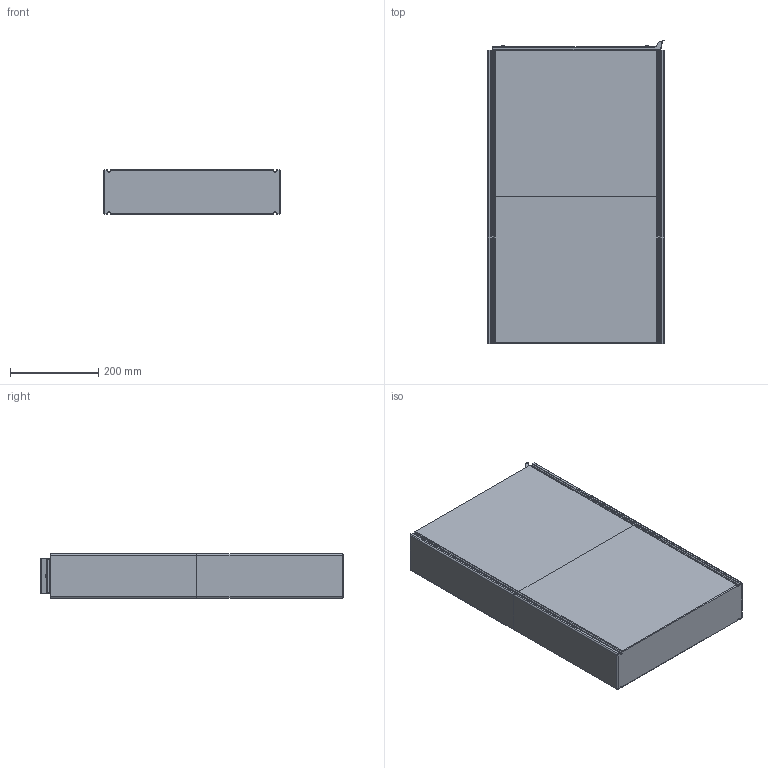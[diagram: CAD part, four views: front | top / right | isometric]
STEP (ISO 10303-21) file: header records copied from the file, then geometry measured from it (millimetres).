
FILE_DESCRIPTION(('Creo Elements/Direct Modeling STEP Export'),'2;1');
FILE_NAME('3-D-Daten Katalog PP 45 LEV.stp','2018-07-03T15:59:08',(''),(''),'PTC Creo Elements/Direct Modeling STEP processor for AP214 (Solid Model)','PTC Creo Elements/Direct Modeling 19.0C 15-Aug-2015 (C) Parametric Technology GmbH','');
FILE_SCHEMA(('AUTOMOTIVE_DESIGN { 1 0 10303 214 1 1 1 1 }'));
Length unit declared in the file: millimetre
Products named in the file (9): 030_Einpressmutter_M4.1.1; 060_Flachkopfschrauben_Innensechskant_ISO7380_M4x12_A2-EdSt..1.1.1; Aufnahme-Aussengitter-Laibungselement; Gitter-Laibungskanal; 0018.1234.9000_Aussengitter-kpl..1; EPS-Flachkanal-PP-45-Laibung; EPS-Flachkanal-PP-45-Laibung.1; 0058.0150.9000_Laibungskanal_PP-45-LE-kpl.; 0093.0179_PP-45LE-Laibungselement
Assembly tree (10 placements, depth 3):
  0093.0179_PP-45LE-Laibungselement
    0058.0150.9000_Laibungskanal_PP-45-LE-kpl.
      EPS-Flachkanal-PP-45-Laibung.1
      EPS-Flachkanal-PP-45-Laibung
    0018.1234.9000_Aussengitter-kpl..1
      Gitter-Laibungskanal
      Aufnahme-Aussengitter-Laibungselement
      060_Flachkopfschrauben_Innensechskant_ISO7380_M4x12_A2-EdSt..1.1.1  x2
      030_Einpressmutter_M4.1.1  x2
Bounding box: 400 x 685.84 x 100 mm (x, y, z)
Volume: 25132405.6 mm3; surface area: 1005135 mm2
Topology: 8 solids, 8 shells, 1386 faces, 3918 edges, 2546 vertices
Faces by surface type: plane 1163, cylinder 122, cone 40, torus 36, bspline 13, sphere 12
Entity records: 46883 total; most frequent: CARTESIAN_POINT 10856, ORIENTED_EDGE 7600, DIRECTION 6582, EDGE_CURVE 3800, VECTOR 3480, LINE 3480, VERTEX_POINT 2484, EDGE_LOOP 1870
